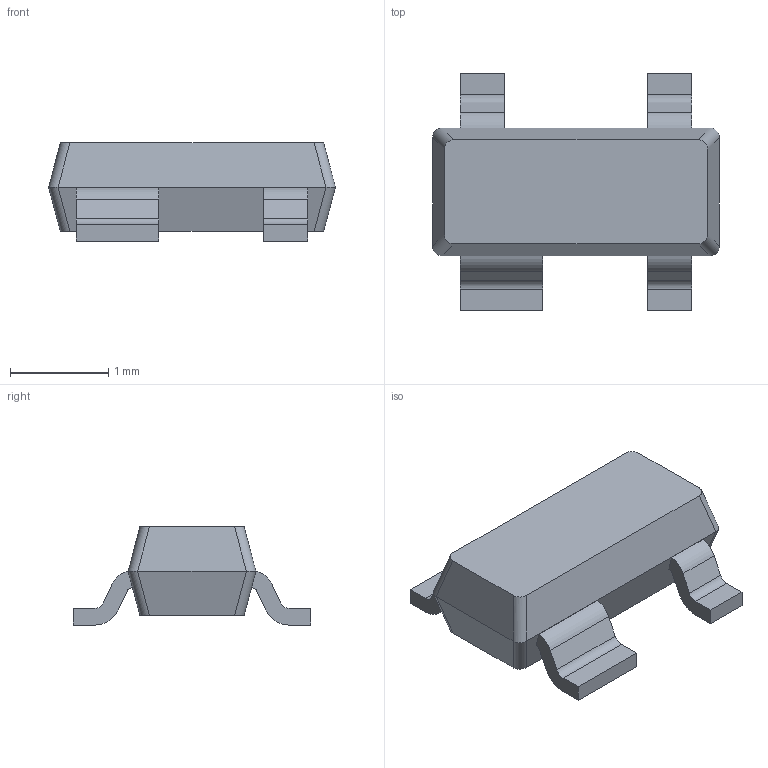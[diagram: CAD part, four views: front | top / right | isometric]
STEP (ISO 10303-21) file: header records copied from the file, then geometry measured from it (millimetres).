
FILE_DESCRIPTION (( 'STEP AP214' ), '1' );
FILE_NAME ('5AF4A380-09BD-4071-ACAF-347476141AF4.STEP', '2025-02-19T06:05:38', ( '' ), ( '' ), 'SwSTEP 2.0', 'SolidWorks 2022', '' );
FILE_SCHEMA (( 'AUTOMOTIVE_DESIGN' ));
Length unit declared in the file: millimetre
Products named in the file (1): 5AF4A380-09BD-4071-ACAF-347476141AF4
Bounding box: 2.92 x 2.42 x 1 mm (x, y, z)
Volume: 3.3 mm3; surface area: 17.4 mm2
Topology: 1 solids, 1 shells, 66 faces, 172 edges, 112 vertices
Faces by surface type: plane 42, cylinder 24
Entity records: 2764 total; most frequent: CARTESIAN_POINT 387, ORIENTED_EDGE 344, DIRECTION 326, EDGE_CURVE 172, LINE 128, VECTOR 128, VERTEX_POINT 112, AXIS2_PLACEMENT_3D 99
